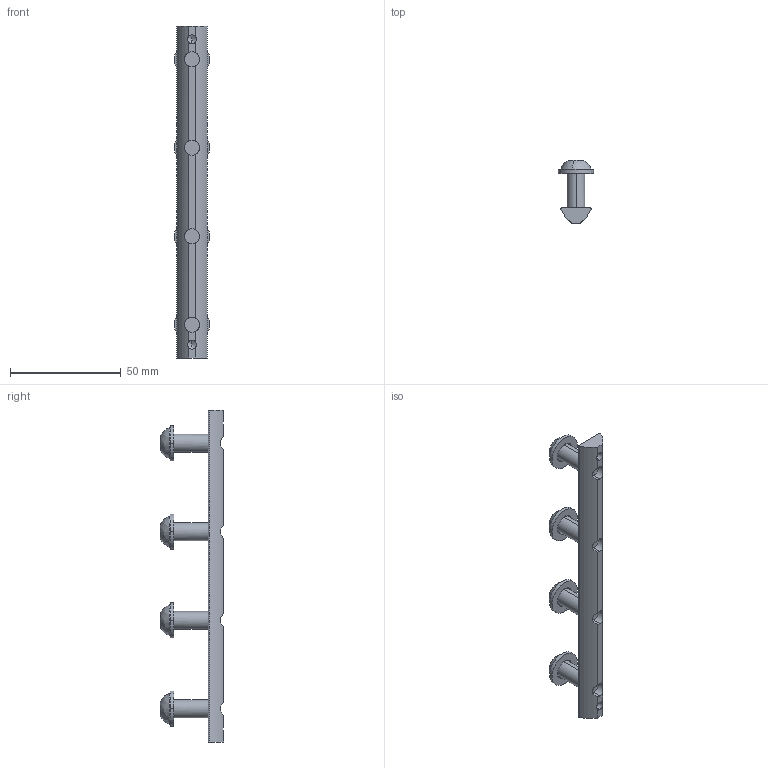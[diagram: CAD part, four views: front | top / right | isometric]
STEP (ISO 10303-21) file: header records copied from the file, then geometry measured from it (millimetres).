
FILE_DESCRIPTION (( 'STEP AP214' ), '1' );
FILE_NAME ('7218275', '2019-02-04T10:22:23', ( '' ), ('JUGARD+KÜNSTNER GmbH'), 'SwSTEP 2.0', 'SolidWorks 2017', '' );
FILE_SCHEMA (( 'AUTOMOTIVE_DESIGN' ));
Length unit declared in the file: millimetre
Products named in the file (6): Kopie von Schraube-Scheibe_3^7218275; Kopie von Schraube-Scheibe^7218275; Kopie von Schraube-Scheibe_2^7218275; Kopie von Befestigungsnutenstein f_X2_00FC_X0_r Winkel 80x160^7218275; Kopie von Schraube-Scheibe_4^7218275; 7218275_CNAJF00
Assembly tree (5 placements, depth 2):
  7218275_CNAJF00
    Kopie von Befestigungsnutenstein f_X2_00FC_X0_r Winkel 80x160^7218275
    Kopie von Schraube-Scheibe^7218275
    Kopie von Schraube-Scheibe_2^7218275
    Kopie von Schraube-Scheibe_3^7218275
    Kopie von Schraube-Scheibe_4^7218275
Bounding box: 16 x 28.5 x 150 mm (x, y, z)
Volume: 15718.6 mm3; surface area: 10315.1 mm2
Topology: 5 solids, 5 shells, 151 faces, 393 edges, 252 vertices
Faces by surface type: plane 58, cylinder 49, cone 28, bspline 16
Entity records: 5939 total; most frequent: CARTESIAN_POINT 2004, DIRECTION 809, ORIENTED_EDGE 762, EDGE_CURVE 381, AXIS2_PLACEMENT_3D 321, VERTEX_POINT 252, CIRCLE 178, EDGE_LOOP 171
